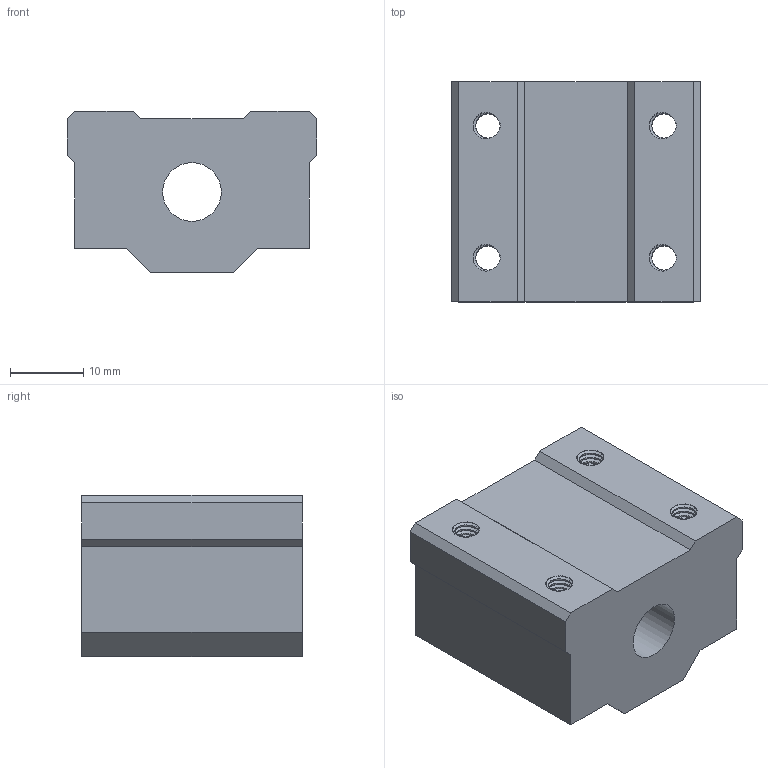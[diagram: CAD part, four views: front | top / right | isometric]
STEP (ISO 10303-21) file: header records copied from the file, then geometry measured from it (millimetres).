
FILE_DESCRIPTION(('FreeCAD Model'),'2;1');
FILE_NAME('Open CASCADE Shape Model','2025-09-20T17:35:19',(''),(''), 'Open CASCADE STEP processor 7.8','FreeCAD','Unknown');
FILE_SCHEMA(('AUTOMOTIVE_DESIGN { 1 0 10303 214 1 1 1 1 }'));
Products named in the file (1): SCS8UU Linear Bearing Block
Bounding box: 34 x 30 x 22 mm (x, y, z)
Volume: 17028.9 mm3; surface area: 6406.9 mm2
Topology: 1 solids, 1 shells, 469 faces, 975 edges, 508 vertices
Faces by surface type: bspline 336, cylinder 113, plane 20
Full cylindrical faces by diameter (mm): 3.322 x104, 8 x1
Entity records: 48217 total; most frequent: CARTESIAN_POINT 41113, ORIENTED_EDGE 1950, EDGE_CURVE 975, B_SPLINE_CURVE_WITH_KNOTS 797, VERTEX_POINT 508, FACE_BOUND 479, EDGE_LOOP 479, ADVANCED_FACE 469
